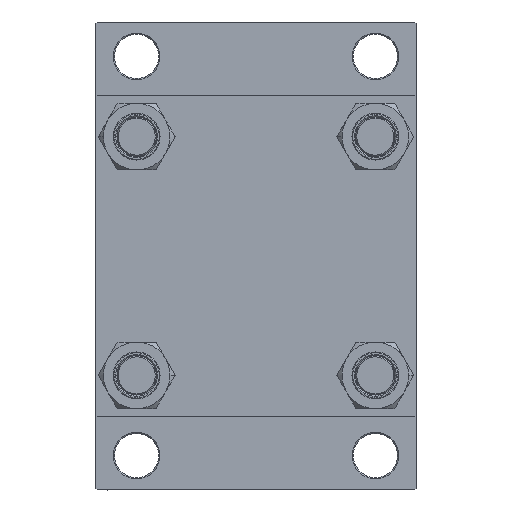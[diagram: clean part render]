
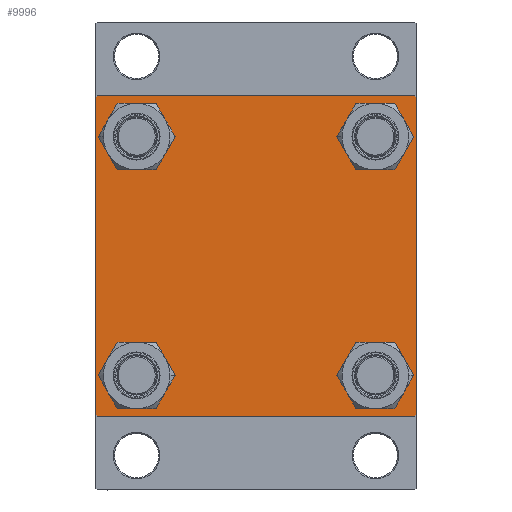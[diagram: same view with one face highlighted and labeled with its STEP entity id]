
A CAD part, left-side view. The second image highlights one B-rep face of the part: STEP entity #9996.
In plain terms, the highlighted planar face has unit normal (-1, 0, 0).
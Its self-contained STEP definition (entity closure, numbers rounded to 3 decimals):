
#102 = CARTESIAN_POINT ( 'NONE',  ( 0., 64.75, 64.75 ) ) ;
#149 = AXIS2_PLACEMENT_3D ( 'NONE', #30245, #37488, #30946 ) ;
#308 = VERTEX_POINT ( 'NONE', #47564 ) ;
#415 = VERTEX_POINT ( 'NONE', #16626 ) ;
#980 = VERTEX_POINT ( 'NONE', #31543 ) ;
#1093 = DIRECTION ( 'NONE',  ( 1., 0., 0. ) ) ;
#1675 = EDGE_CURVE ( 'NONE', #30019, #27597, #19474, .T. ) ;
#1724 = ORIENTED_EDGE ( 'NONE', *, *, #46370, .T. ) ;
#1791 = AXIS2_PLACEMENT_3D ( 'NONE', #2883, #47055, #13964 ) ;
#2000 = CARTESIAN_POINT ( 'NONE',  ( 0., 48.45, -56.95 ) ) ;
#2066 = FACE_BOUND ( 'NONE', #11479, .T. ) ;
#2228 = CARTESIAN_POINT ( 'NONE',  ( 0., 65., -65. ) ) ;
#2274 = EDGE_CURVE ( 'NONE', #42651, #46726, #29436, .T. ) ;
#2883 = CARTESIAN_POINT ( 'NONE',  ( 0., -48.45, 48.45 ) ) ;
#3079 = ORIENTED_EDGE ( 'NONE', *, *, #31608, .F. ) ;
#3089 = AXIS2_PLACEMENT_3D ( 'NONE', #45497, #1093, #7848 ) ;
#3252 = CARTESIAN_POINT ( 'NONE',  ( 0., 64.75, -64.75 ) ) ;
#3829 = CIRCLE ( 'NONE', #27726, 8.5 ) ;
#3985 = AXIS2_PLACEMENT_3D ( 'NONE', #31509, #35363, #13382 ) ;
#4515 = CIRCLE ( 'NONE', #15335, 8.5 ) ;
#5444 = CARTESIAN_POINT ( 'NONE',  ( 0., -48.45, 56.95 ) ) ;
#5901 = FACE_BOUND ( 'NONE', #27145, .T. ) ;
#6340 = CARTESIAN_POINT ( 'NONE',  ( 0., 65., 65. ) ) ;
#6404 = VERTEX_POINT ( 'NONE', #37273 ) ;
#6471 = VERTEX_POINT ( 'NONE', #2000 ) ;
#7365 = DIRECTION ( 'NONE',  ( 1., 0., 0. ) ) ;
#7848 = DIRECTION ( 'NONE',  ( 0., 0., 1. ) ) ;
#8221 = VERTEX_POINT ( 'NONE', #27898 ) ;
#8258 = CARTESIAN_POINT ( 'NONE',  ( 0., -64.5, 65. ) ) ;
#9021 = CARTESIAN_POINT ( 'NONE',  ( 0., -64.75, -64.75 ) ) ;
#9285 = FACE_BOUND ( 'NONE', #22252, .T. ) ;
#9975 = DIRECTION ( 'NONE',  ( 0., 0.707, 0.707 ) ) ;
#9996 = ADVANCED_FACE ( 'NONE', ( #9285, #35126, #2066, #5901, #16775 ), #46468, .T. ) ;
#10148 = LINE ( 'NONE', #24425, #18338 ) ;
#10243 = LINE ( 'NONE', #3252, #47544 ) ;
#10419 = VERTEX_POINT ( 'NONE', #18141 ) ;
#10729 = DIRECTION ( 'NONE',  ( 1., 0., 0. ) ) ;
#10873 = ORIENTED_EDGE ( 'NONE', *, *, #28222, .T. ) ;
#10877 = DIRECTION ( 'NONE',  ( 0., 0., 1. ) ) ;
#11098 = DIRECTION ( 'NONE',  ( 1., 0., 0. ) ) ;
#11153 = ORIENTED_EDGE ( 'NONE', *, *, #38562, .T. ) ;
#11479 = EDGE_LOOP ( 'NONE', ( #20010, #31201 ) ) ;
#11929 = DIRECTION ( 'NONE',  ( 0., -0.707, 0.707 ) ) ;
#12320 = AXIS2_PLACEMENT_3D ( 'NONE', #37255, #30237, #15726 ) ;
#12755 = CARTESIAN_POINT ( 'NONE',  ( 0., -65., 64.5 ) ) ;
#12855 = EDGE_CURVE ( 'NONE', #34382, #23333, #38812, .T. ) ;
#13382 = DIRECTION ( 'NONE',  ( 0., 0., 1. ) ) ;
#13416 = CARTESIAN_POINT ( 'NONE',  ( 0., 48.45, 56.95 ) ) ;
#13905 = CARTESIAN_POINT ( 'NONE',  ( 0., -48.45, -39.95 ) ) ;
#13964 = DIRECTION ( 'NONE',  ( 0., 0., 1. ) ) ;
#14006 = CARTESIAN_POINT ( 'NONE',  ( 0., -48.45, -48.45 ) ) ;
#14250 = DIRECTION ( 'NONE',  ( 0., 0., 1. ) ) ;
#14751 = EDGE_LOOP ( 'NONE', ( #10873, #18466, #39385, #40025, #3079, #11153, #26613, #1724 ) ) ;
#15160 = CARTESIAN_POINT ( 'NONE',  ( 0., -48.45, 39.95 ) ) ;
#15234 = CARTESIAN_POINT ( 'NONE',  ( 0., 48.45, 39.95 ) ) ;
#15335 = AXIS2_PLACEMENT_3D ( 'NONE', #41308, #40840, #10877 ) ;
#15686 = AXIS2_PLACEMENT_3D ( 'NONE', #45019, #7365, #25740 ) ;
#15726 = DIRECTION ( 'NONE',  ( 0., 0., 1. ) ) ;
#15788 = LINE ( 'NONE', #9021, #28522 ) ;
#16113 = ORIENTED_EDGE ( 'NONE', *, *, #12855, .T. ) ;
#16179 = VERTEX_POINT ( 'NONE', #12755 ) ;
#16336 = CARTESIAN_POINT ( 'NONE',  ( 0., 48.45, -39.95 ) ) ;
#16626 = CARTESIAN_POINT ( 'NONE',  ( 0., 64.5, -65. ) ) ;
#16775 = FACE_OUTER_BOUND ( 'NONE', #14751, .T. ) ;
#17699 = EDGE_CURVE ( 'NONE', #23333, #34382, #41899, .T. ) ;
#18141 = CARTESIAN_POINT ( 'NONE',  ( 0., 65., 64.5 ) ) ;
#18205 = LINE ( 'NONE', #102, #19374 ) ;
#18220 = CARTESIAN_POINT ( 'NONE',  ( 0., 48.45, -48.45 ) ) ;
#18338 = VECTOR ( 'NONE', #28756, 1000. ) ;
#18404 = VECTOR ( 'NONE', #38210, 1000. ) ;
#18466 = ORIENTED_EDGE ( 'NONE', *, *, #24773, .T. ) ;
#18713 = VERTEX_POINT ( 'NONE', #8258 ) ;
#19298 = ORIENTED_EDGE ( 'NONE', *, *, #43086, .T. ) ;
#19374 = VECTOR ( 'NONE', #43574, 1000. ) ;
#19474 = CIRCLE ( 'NONE', #25656, 8.5 ) ;
#20010 = ORIENTED_EDGE ( 'NONE', *, *, #43799, .T. ) ;
#20045 = CIRCLE ( 'NONE', #3089, 8.5 ) ;
#20665 = VECTOR ( 'NONE', #38655, 1000. ) ;
#22252 = EDGE_LOOP ( 'NONE', ( #16113, #34487 ) ) ;
#23333 = VERTEX_POINT ( 'NONE', #15160 ) ;
#24425 = CARTESIAN_POINT ( 'NONE',  ( 0., -65., 65. ) ) ;
#24773 = EDGE_CURVE ( 'NONE', #8221, #415, #10243, .T. ) ;
#25656 = AXIS2_PLACEMENT_3D ( 'NONE', #14006, #11098, #14250 ) ;
#25740 = DIRECTION ( 'NONE',  ( 0., 0., 1. ) ) ;
#26613 = ORIENTED_EDGE ( 'NONE', *, *, #41720, .F. ) ;
#27145 = EDGE_LOOP ( 'NONE', ( #34325, #19298 ) ) ;
#27597 = VERTEX_POINT ( 'NONE', #31735 ) ;
#27726 = AXIS2_PLACEMENT_3D ( 'NONE', #18220, #10729, #40452 ) ;
#27898 = CARTESIAN_POINT ( 'NONE',  ( 0., 65., -64.5 ) ) ;
#28222 = EDGE_CURVE ( 'NONE', #10419, #8221, #41792, .T. ) ;
#28337 = LINE ( 'NONE', #31967, #38560 ) ;
#28522 = VECTOR ( 'NONE', #11929, 1000. ) ;
#28756 = DIRECTION ( 'NONE',  ( 0., 0., -1. ) ) ;
#29317 = CIRCLE ( 'NONE', #12320, 8.5 ) ;
#29436 = CIRCLE ( 'NONE', #149, 8.5 ) ;
#29975 = VERTEX_POINT ( 'NONE', #16336 ) ;
#30019 = VERTEX_POINT ( 'NONE', #13905 ) ;
#30223 = DIRECTION ( 'NONE',  ( 0., -1., 0. ) ) ;
#30237 = DIRECTION ( 'NONE',  ( 1., 0., 0. ) ) ;
#30245 = CARTESIAN_POINT ( 'NONE',  ( 0., 48.45, 48.45 ) ) ;
#30946 = DIRECTION ( 'NONE',  ( 0., 0., 1. ) ) ;
#31201 = ORIENTED_EDGE ( 'NONE', *, *, #35461, .T. ) ;
#31509 = CARTESIAN_POINT ( 'NONE',  ( 0., 0., 0. ) ) ;
#31543 = CARTESIAN_POINT ( 'NONE',  ( 0., -65., -64.5 ) ) ;
#31608 = EDGE_CURVE ( 'NONE', #16179, #980, #10148, .T. ) ;
#31735 = CARTESIAN_POINT ( 'NONE',  ( 0., -48.45, -56.95 ) ) ;
#31967 = CARTESIAN_POINT ( 'NONE',  ( 0., -64.75, 64.75 ) ) ;
#33326 = EDGE_CURVE ( 'NONE', #415, #308, #46402, .T. ) ;
#33508 = EDGE_CURVE ( 'NONE', #27597, #30019, #4515, .T. ) ;
#34325 = ORIENTED_EDGE ( 'NONE', *, *, #2274, .T. ) ;
#34382 = VERTEX_POINT ( 'NONE', #5444 ) ;
#34487 = ORIENTED_EDGE ( 'NONE', *, *, #17699, .T. ) ;
#34872 = ORIENTED_EDGE ( 'NONE', *, *, #33508, .T. ) ;
#35126 = FACE_BOUND ( 'NONE', #40752, .T. ) ;
#35363 = DIRECTION ( 'NONE',  ( -1., 0., 0. ) ) ;
#35461 = EDGE_CURVE ( 'NONE', #6471, #29975, #3829, .T. ) ;
#37255 = CARTESIAN_POINT ( 'NONE',  ( 0., 48.45, 48.45 ) ) ;
#37273 = CARTESIAN_POINT ( 'NONE',  ( 0., 64.5, 65. ) ) ;
#37488 = DIRECTION ( 'NONE',  ( 1., 0., 0. ) ) ;
#38210 = DIRECTION ( 'NONE',  ( 0., -1., 0. ) ) ;
#38407 = EDGE_CURVE ( 'NONE', #308, #980, #15788, .T. ) ;
#38560 = VECTOR ( 'NONE', #9975, 1000. ) ;
#38562 = EDGE_CURVE ( 'NONE', #16179, #18713, #28337, .T. ) ;
#38655 = DIRECTION ( 'NONE',  ( 0., 0., -1. ) ) ;
#38812 = CIRCLE ( 'NONE', #1791, 8.5 ) ;
#39385 = ORIENTED_EDGE ( 'NONE', *, *, #33326, .T. ) ;
#39423 = LINE ( 'NONE', #6340, #40047 ) ;
#39474 = DIRECTION ( 'NONE',  ( 0., -0.707, -0.707 ) ) ;
#40025 = ORIENTED_EDGE ( 'NONE', *, *, #38407, .T. ) ;
#40047 = VECTOR ( 'NONE', #30223, 1000. ) ;
#40452 = DIRECTION ( 'NONE',  ( 0., 0., 1. ) ) ;
#40752 = EDGE_LOOP ( 'NONE', ( #47435, #34872 ) ) ;
#40840 = DIRECTION ( 'NONE',  ( 1., 0., 0. ) ) ;
#41308 = CARTESIAN_POINT ( 'NONE',  ( 0., -48.45, -48.45 ) ) ;
#41556 = CARTESIAN_POINT ( 'NONE',  ( 0., 65., 65. ) ) ;
#41720 = EDGE_CURVE ( 'NONE', #6404, #18713, #39423, .T. ) ;
#41792 = LINE ( 'NONE', #41556, #20665 ) ;
#41899 = CIRCLE ( 'NONE', #15686, 8.5 ) ;
#42651 = VERTEX_POINT ( 'NONE', #13416 ) ;
#43086 = EDGE_CURVE ( 'NONE', #46726, #42651, #29317, .T. ) ;
#43574 = DIRECTION ( 'NONE',  ( 0., 0.707, -0.707 ) ) ;
#43799 = EDGE_CURVE ( 'NONE', #29975, #6471, #20045, .T. ) ;
#45019 = CARTESIAN_POINT ( 'NONE',  ( 0., -48.45, 48.45 ) ) ;
#45497 = CARTESIAN_POINT ( 'NONE',  ( 0., 48.45, -48.45 ) ) ;
#46370 = EDGE_CURVE ( 'NONE', #6404, #10419, #18205, .T. ) ;
#46402 = LINE ( 'NONE', #2228, #18404 ) ;
#46468 = PLANE ( 'NONE',  #3985 ) ;
#46726 = VERTEX_POINT ( 'NONE', #15234 ) ;
#47055 = DIRECTION ( 'NONE',  ( 1., 0., 0. ) ) ;
#47435 = ORIENTED_EDGE ( 'NONE', *, *, #1675, .T. ) ;
#47544 = VECTOR ( 'NONE', #39474, 1000. ) ;
#47564 = CARTESIAN_POINT ( 'NONE',  ( 0., -64.5, -65. ) ) ;
